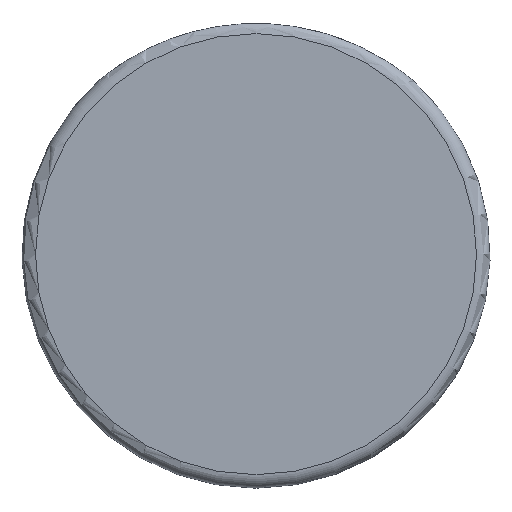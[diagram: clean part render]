
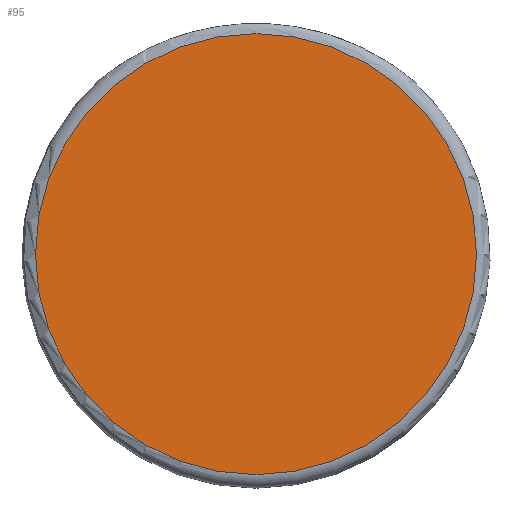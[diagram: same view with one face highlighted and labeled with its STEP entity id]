
A CAD part, front view. The second image highlights one B-rep face of the part: STEP entity #95.
In plain terms, the highlighted planar face has unit normal (0, -1, 0).
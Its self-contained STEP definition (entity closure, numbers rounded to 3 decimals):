
#15=PLANE('',#123);
#23=CIRCLE('',#120,16.25);
#31=FACE_OUTER_BOUND('',#37,.T.);
#37=EDGE_LOOP('',(#87));
#52=VERTEX_POINT('',#243);
#63=EDGE_CURVE('',#52,#52,#23,.T.);
#87=ORIENTED_EDGE('',*,*,#63,.F.);
#95=ADVANCED_FACE('',(#31),#15,.F.);
#120=AXIS2_PLACEMENT_3D('',#245,#147,#148);
#123=AXIS2_PLACEMENT_3D('',#248,#153,#154);
#147=DIRECTION('center_axis',(0.,1.,0.));
#148=DIRECTION('ref_axis',(1.,0.,0.));
#153=DIRECTION('center_axis',(0.,1.,0.));
#154=DIRECTION('ref_axis',(1.,0.,0.));
#243=CARTESIAN_POINT('',(0.,0.,-11.75));
#245=CARTESIAN_POINT('Origin',(0.,0.,4.5));
#248=CARTESIAN_POINT('Origin',(0.,0.,4.5));
